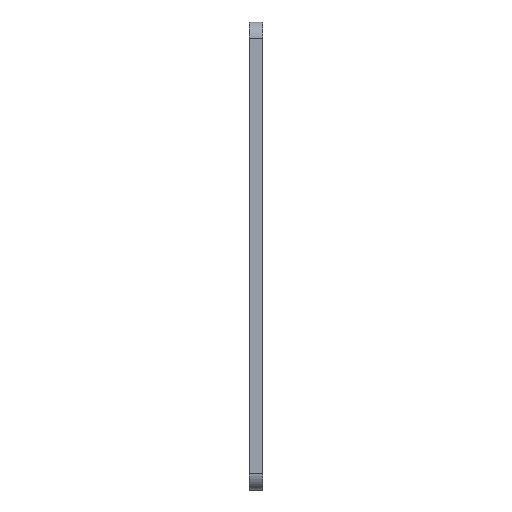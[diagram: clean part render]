
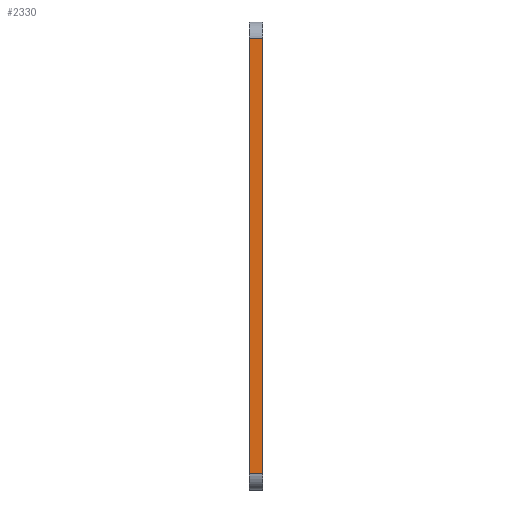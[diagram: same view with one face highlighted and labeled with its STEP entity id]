
A CAD part, left-side view. The second image highlights one B-rep face of the part: STEP entity #2330.
In plain terms, the highlighted planar face has unit normal (-1, 0, 0).
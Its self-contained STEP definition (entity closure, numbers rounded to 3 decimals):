
#27 = AXIS2_PLACEMENT_3D ( 'NONE', #1172, #1166, #1174 ) ;
#265 = EDGE_CURVE ( 'NONE', #1578, #1505, #2017, .T. ) ;
#270 = EDGE_CURVE ( 'NONE', #1578, #1627, #2008, .T. ) ;
#292 = EDGE_CURVE ( 'NONE', #1505, #1646, #2035, .T. ) ;
#313 = EDGE_CURVE ( 'NONE', #1627, #1646, #2067, .T. ) ;
#668 = ORIENTED_EDGE ( 'NONE', *, *, #270, .F. ) ;
#670 = ORIENTED_EDGE ( 'NONE', *, *, #313, .F. ) ;
#671 = EDGE_LOOP ( 'NONE', ( #758, #670, #668, #710 ) ) ;
#710 = ORIENTED_EDGE ( 'NONE', *, *, #265, .T. ) ;
#758 = ORIENTED_EDGE ( 'NONE', *, *, #292, .T. ) ;
#1041 = CARTESIAN_POINT ( 'NONE',  ( -83.25, 0., -49.5 ) ) ;
#1150 = CARTESIAN_POINT ( 'NONE',  ( -83.25, 3., -49.5 ) ) ;
#1165 = CARTESIAN_POINT ( 'NONE',  ( -83.25, 0., 49.5 ) ) ;
#1166 = DIRECTION ( 'NONE',  ( 1., 0., 0. ) ) ;
#1172 = CARTESIAN_POINT ( 'NONE',  ( -83.25, 3., -49.5 ) ) ;
#1174 = DIRECTION ( 'NONE',  ( 0., 0., -1. ) ) ;
#1197 = CARTESIAN_POINT ( 'NONE',  ( -83.25, 3., 49.5 ) ) ;
#1201 = PLANE ( 'NONE',  #27 ) ;
#1505 = VERTEX_POINT ( 'NONE', #1041 ) ;
#1578 = VERTEX_POINT ( 'NONE', #1150 ) ;
#1627 = VERTEX_POINT ( 'NONE', #1197 ) ;
#1646 = VERTEX_POINT ( 'NONE', #1165 ) ;
#1868 = DIRECTION ( 'NONE',  ( 0., -1., 0. ) ) ;
#1884 = CARTESIAN_POINT ( 'NONE',  ( -83.25, 3., -49.5 ) ) ;
#1885 = CARTESIAN_POINT ( 'NONE',  ( -83.25, 3., -49.5 ) ) ;
#1886 = DIRECTION ( 'NONE',  ( 0., 0., 1. ) ) ;
#1913 = DIRECTION ( 'NONE',  ( 0., 0., 1. ) ) ;
#1926 = CARTESIAN_POINT ( 'NONE',  ( -83.25, 0., -49.5 ) ) ;
#1950 = CARTESIAN_POINT ( 'NONE',  ( -83.25, 3., 49.5 ) ) ;
#1976 = DIRECTION ( 'NONE',  ( 0., -1., 0. ) ) ;
#1999 = VECTOR ( 'NONE', #1868, 1000. ) ;
#2008 = LINE ( 'NONE', #1885, #2018 ) ;
#2017 = LINE ( 'NONE', #1884, #1999 ) ;
#2018 = VECTOR ( 'NONE', #1886, 1000. ) ;
#2035 = LINE ( 'NONE', #1926, #2051 ) ;
#2051 = VECTOR ( 'NONE', #1913, 1000. ) ;
#2067 = LINE ( 'NONE', #1950, #2069 ) ;
#2069 = VECTOR ( 'NONE', #1976, 1000. ) ;
#2204 = FACE_OUTER_BOUND ( 'NONE', #671, .T. ) ;
#2330 = ADVANCED_FACE ( 'NONE', ( #2204 ), #1201, .F. ) ;
